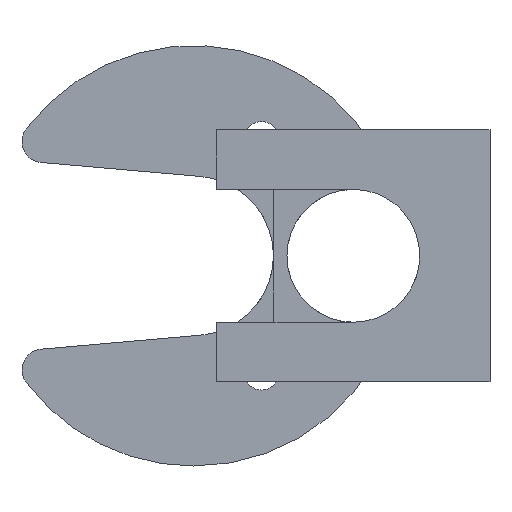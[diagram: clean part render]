
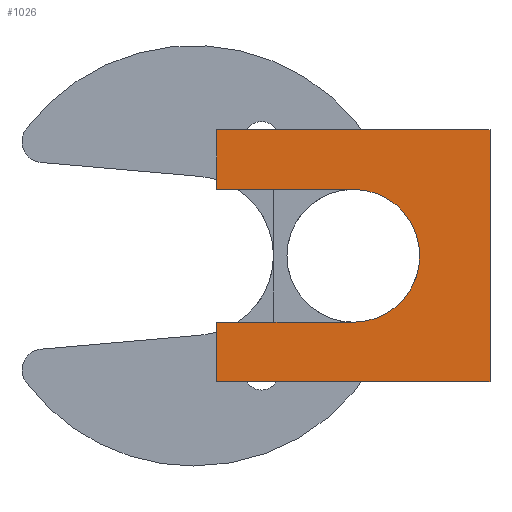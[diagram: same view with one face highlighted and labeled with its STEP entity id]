
A CAD part, front view. The second image highlights one B-rep face of the part: STEP entity #1026.
In plain terms, the highlighted planar face has unit normal (0, -1, 0).
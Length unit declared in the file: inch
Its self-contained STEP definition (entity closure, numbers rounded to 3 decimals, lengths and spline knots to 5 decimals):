
#3 = VECTOR ( 'NONE', #2223, 39.37008 ) ;
#5 = VECTOR ( 'NONE', #2218, 39.37008 ) ;
#9 = VECTOR ( 'NONE', #2215, 39.37008 ) ;
#29 = AXIS2_PLACEMENT_3D ( 'NONE', #2309, #2308, #2307 ) ;
#30 = CIRCLE ( 'NONE', #29, 0.316 ) ;
#36 = VECTOR ( 'NONE', #2320, 39.37008 ) ;
#38 = VECTOR ( 'NONE', #2330, 39.37008 ) ;
#42 = VECTOR ( 'NONE', #2347, 39.37008 ) ;
#45 = VECTOR ( 'NONE', #2358, 39.37008 ) ;
#106 = VERTEX_POINT ( 'NONE', #874 ) ;
#209 = VERTEX_POINT ( 'NONE', #852 ) ;
#451 = VERTEX_POINT ( 'NONE', #779 ) ;
#452 = VERTEX_POINT ( 'NONE', #778 ) ;
#454 = VERTEX_POINT ( 'NONE', #776 ) ;
#458 = VERTEX_POINT ( 'NONE', #918 ) ;
#460 = VERTEX_POINT ( 'NONE', #915 ) ;
#463 = VERTEX_POINT ( 'NONE', #823 ) ;
#530 = EDGE_LOOP ( 'NONE', ( #686, #685, #684, #683, #673, #681, #680, #679 ) ) ;
#673 = ORIENTED_EDGE ( 'NONE', *, *, #978, .T. ) ;
#679 = ORIENTED_EDGE ( 'NONE', *, *, #949, .T. ) ;
#680 = ORIENTED_EDGE ( 'NONE', *, *, #980, .F. ) ;
#681 = ORIENTED_EDGE ( 'NONE', *, *, #979, .F. ) ;
#683 = ORIENTED_EDGE ( 'NONE', *, *, #944, .T. ) ;
#684 = ORIENTED_EDGE ( 'NONE', *, *, #941, .T. ) ;
#685 = ORIENTED_EDGE ( 'NONE', *, *, #955, .T. ) ;
#686 = ORIENTED_EDGE ( 'NONE', *, *, #952, .T. ) ;
#776 = CARTESIAN_POINT ( 'NONE',  ( 0.109, -3.4525, 0.6 ) ) ;
#778 = CARTESIAN_POINT ( 'NONE',  ( 0.109, -3.4525, 0.316 ) ) ;
#779 = CARTESIAN_POINT ( 'NONE',  ( 0.759, -3.4525, 0.316 ) ) ;
#823 = CARTESIAN_POINT ( 'NONE',  ( 0.109, -3.4525, -0.316 ) ) ;
#852 = CARTESIAN_POINT ( 'NONE',  ( 1.409, -3.4525, 0.6 ) ) ;
#874 = CARTESIAN_POINT ( 'NONE',  ( 1.409, -3.4525, -0.6 ) ) ;
#915 = CARTESIAN_POINT ( 'NONE',  ( 0.759, -3.4525, -0.316 ) ) ;
#918 = CARTESIAN_POINT ( 'NONE',  ( 0.109, -3.4525, -0.6 ) ) ;
#941 = EDGE_CURVE ( 'NONE', #460, #463, #2373, .T. ) ;
#944 = EDGE_CURVE ( 'NONE', #463, #458, #2359, .T. ) ;
#949 = EDGE_CURVE ( 'NONE', #454, #452, #2351, .T. ) ;
#952 = EDGE_CURVE ( 'NONE', #452, #451, #2338, .T. ) ;
#955 = EDGE_CURVE ( 'NONE', #451, #460, #30, .T. ) ;
#978 = EDGE_CURVE ( 'NONE', #458, #106, #2225, .T. ) ;
#979 = EDGE_CURVE ( 'NONE', #209, #106, #2221, .T. ) ;
#980 = EDGE_CURVE ( 'NONE', #454, #209, #2256, .T. ) ;
#1026 = ADVANCED_FACE ( 'NONE', ( #2650 ), #2658, .T. ) ;
#1419 = AXIS2_PLACEMENT_3D ( 'NONE', #2655, #2648, #2647 ) ;
#2215 = DIRECTION ( 'NONE',  ( 1., 0., 0. ) ) ;
#2217 = CARTESIAN_POINT ( 'NONE',  ( 0., -3.4525, 0.6 ) ) ;
#2218 = DIRECTION ( 'NONE',  ( 0., 0., -1. ) ) ;
#2219 = CARTESIAN_POINT ( 'NONE',  ( 1.409, -3.4525, -0.6 ) ) ;
#2221 = LINE ( 'NONE', #2219, #5 ) ;
#2223 = DIRECTION ( 'NONE',  ( 1., 0., 0. ) ) ;
#2224 = CARTESIAN_POINT ( 'NONE',  ( 0., -3.4525, -0.6 ) ) ;
#2225 = LINE ( 'NONE', #2224, #3 ) ;
#2256 = LINE ( 'NONE', #2217, #9 ) ;
#2307 = DIRECTION ( 'NONE',  ( 0., 0., 1. ) ) ;
#2308 = DIRECTION ( 'NONE',  ( 0., 1., 0. ) ) ;
#2309 = CARTESIAN_POINT ( 'NONE',  ( 0.759, -3.4525, 0. ) ) ;
#2320 = DIRECTION ( 'NONE',  ( 1., 0., 0. ) ) ;
#2321 = CARTESIAN_POINT ( 'NONE',  ( 0.109, -3.4525, 0.316 ) ) ;
#2330 = DIRECTION ( 'NONE',  ( 0., 0., -1. ) ) ;
#2332 = CARTESIAN_POINT ( 'NONE',  ( 0.109, -3.4525, -0.6 ) ) ;
#2338 = LINE ( 'NONE', #2321, #36 ) ;
#2347 = DIRECTION ( 'NONE',  ( 0., 0., -1. ) ) ;
#2349 = CARTESIAN_POINT ( 'NONE',  ( 0.109, -3.4525, -0.6 ) ) ;
#2351 = LINE ( 'NONE', #2332, #38 ) ;
#2358 = DIRECTION ( 'NONE',  ( -1., 0., 0. ) ) ;
#2359 = LINE ( 'NONE', #2349, #42 ) ;
#2360 = CARTESIAN_POINT ( 'NONE',  ( 0.109, -3.4525, -0.316 ) ) ;
#2373 = LINE ( 'NONE', #2360, #45 ) ;
#2647 = DIRECTION ( 'NONE',  ( 0., 0., -1. ) ) ;
#2648 = DIRECTION ( 'NONE',  ( 0., -1., 0. ) ) ;
#2650 = FACE_OUTER_BOUND ( 'NONE', #530, .T. ) ;
#2655 = CARTESIAN_POINT ( 'NONE',  ( 0.109, -3.4525, -0.6 ) ) ;
#2658 = PLANE ( 'NONE',  #1419 ) ;
